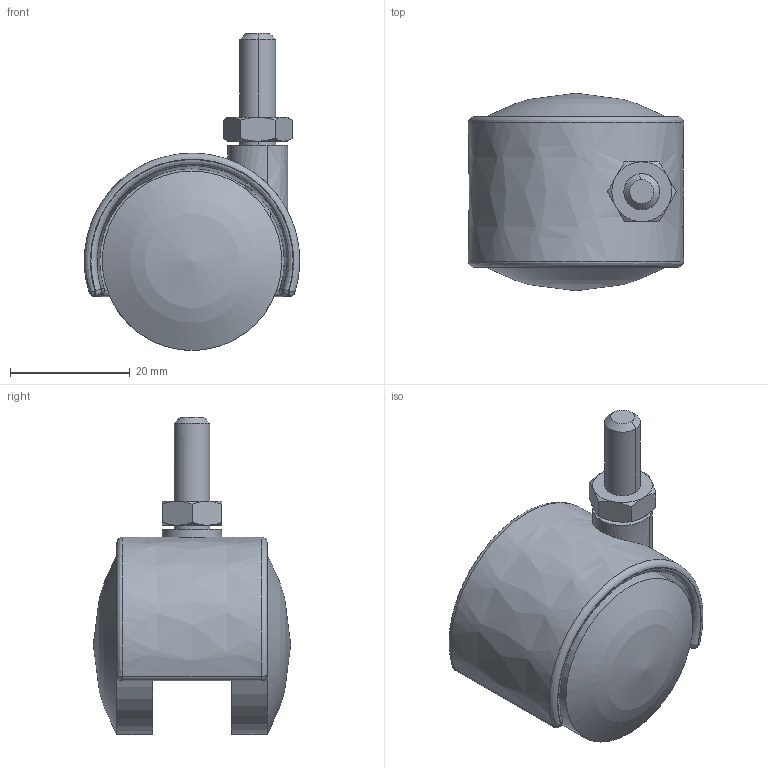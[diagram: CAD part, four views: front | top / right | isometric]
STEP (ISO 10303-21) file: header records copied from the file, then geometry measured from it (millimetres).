
FILE_DESCRIPTION((''),'2;1');
FILE_NAME('','2005-12-16T13:19:12',(''),(''),'','CADfix','');
FILE_SCHEMA(('AUTOMOTIVE_DESIGN'));
Length unit declared in the file: millimetre
Products named in the file (4): wheel; main shaft; body; TK30N6_3811_36
Assembly tree (4 placements, depth 2):
  TK30N6_3811_36
    wheel  x2
    main shaft
    body
Bounding box: 35.99 x 33 x 53 mm (x, y, z)
Volume: 15908.6 mm3; surface area: 11720.9 mm2
Topology: 4 solids, 4 shells, 112 faces, 297 edges, 205 vertices
Faces by surface type: bspline 112
Entity records: 4199 total; most frequent: CARTESIAN_POINT 2691, ORIENTED_EDGE 514, EDGE_CURVE 257, VERTEX_POINT 173, EDGE_LOOP 108, FACE_OUTER_BOUND 99, ADVANCED_FACE 99, QUASI_UNIFORM_CURVE 66
